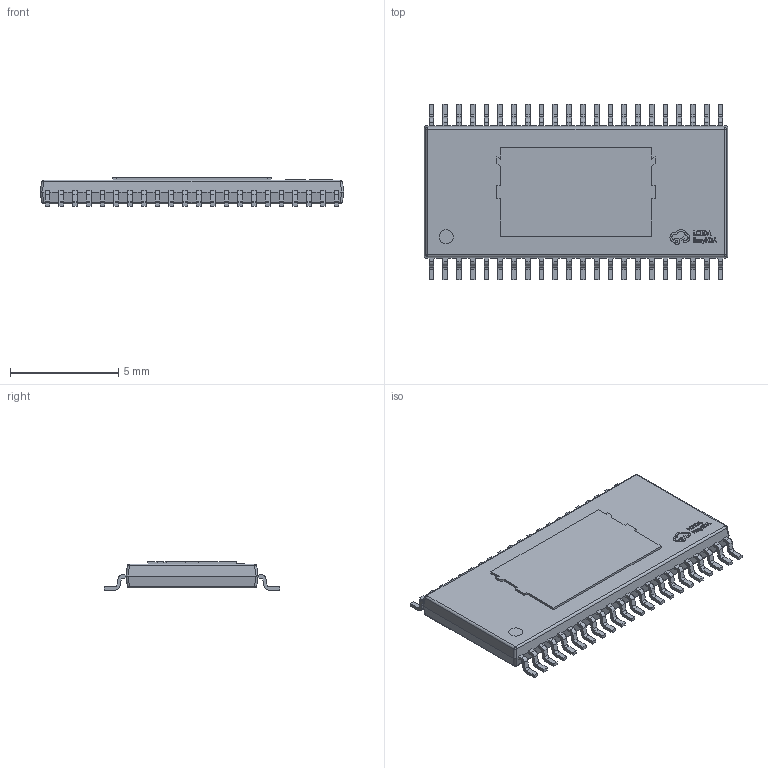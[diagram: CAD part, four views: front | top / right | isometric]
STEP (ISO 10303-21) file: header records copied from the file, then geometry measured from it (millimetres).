
FILE_DESCRIPTION (( 'STEP AP214' ), '1' );
FILE_NAME ('HTSSOP-44_L14.0-W6.1-P0.64-LS8.1-BL.STEP', '2023-05-31T13:45:50', ( '' ), ( '' ), 'SwSTEP 2.0', 'SolidWorks 2020', '' );
FILE_SCHEMA (( 'AUTOMOTIVE_DESIGN' ));
Length unit declared in the file: millimetre
Products named in the file (1): HTSSOP-44_L14.0-W6.1-P0.64-LS8.1-BL
Bounding box: 14 x 8.1 x 1.3 mm (x, y, z)
Volume: 97 mm3; surface area: 254 mm2
Topology: 1 solids, 1 shells, 854 faces, 2461 edges, 1630 vertices
Faces by surface type: plane 554, cylinder 194, bspline 98, sphere 8
Entity records: 37789 total; most frequent: CARTESIAN_POINT 6264, ORIENTED_EDGE 4922, DIRECTION 4151, EDGE_CURVE 2461, LINE 1877, VECTOR 1877, VERTEX_POINT 1630, AXIS2_PLACEMENT_3D 1137
